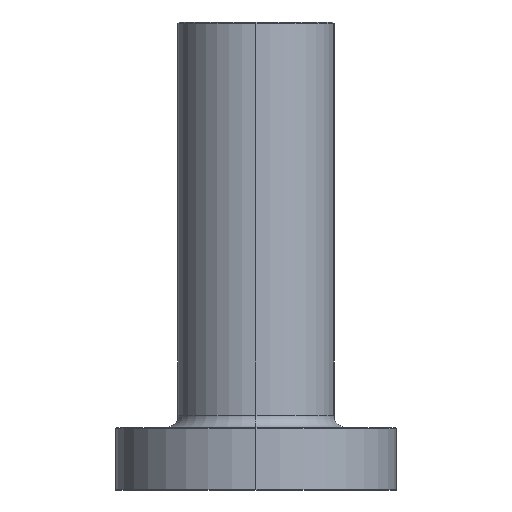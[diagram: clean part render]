
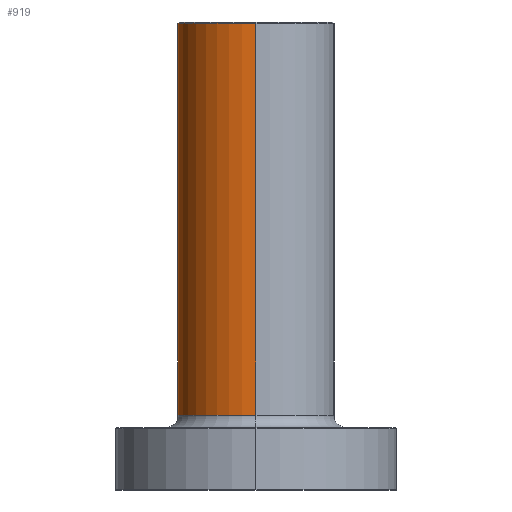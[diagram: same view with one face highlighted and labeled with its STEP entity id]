
A CAD part, left-side view. The second image highlights one B-rep face of the part: STEP entity #919.
In plain terms, the highlighted cylindrical face has radius 12.5 mm (diameter 25 mm), a partial arc.
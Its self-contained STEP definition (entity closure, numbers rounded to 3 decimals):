
#33 = EDGE_LOOP ( 'NONE', ( #426, #175, #1048, #1173 ) ) ;
#80 = DIRECTION ( 'NONE',  ( 0., 0., -1. ) ) ;
#94 = CYLINDRICAL_SURFACE ( 'NONE', #1239, 12.5 ) ;
#104 = CARTESIAN_POINT ( 'NONE',  ( 12.5, 0., 12. ) ) ;
#106 = DIRECTION ( 'NONE',  ( 1., 0., 0. ) ) ;
#109 = EDGE_CURVE ( 'NONE', #789, #548, #1008, .T. ) ;
#173 = DIRECTION ( 'NONE',  ( 0., 0., -1. ) ) ;
#175 = ORIENTED_EDGE ( 'NONE', *, *, #649, .T. ) ;
#179 = LINE ( 'NONE', #864, #939 ) ;
#203 = DIRECTION ( 'NONE',  ( 0., 0., -1. ) ) ;
#221 = EDGE_CURVE ( 'NONE', #1192, #242, #922, .T. ) ;
#242 = VERTEX_POINT ( 'NONE', #1023 ) ;
#273 = FACE_OUTER_BOUND ( 'NONE', #33, .T. ) ;
#292 = LINE ( 'NONE', #577, #440 ) ;
#316 = CARTESIAN_POINT ( 'NONE',  ( 0., 0., 12. ) ) ;
#358 = AXIS2_PLACEMENT_3D ( 'NONE', #316, #521, #697 ) ;
#426 = ORIENTED_EDGE ( 'NONE', *, *, #221, .T. ) ;
#440 = VECTOR ( 'NONE', #203, 1000. ) ;
#521 = DIRECTION ( 'NONE',  ( 0., 0., 1. ) ) ;
#548 = VERTEX_POINT ( 'NONE', #1044 ) ;
#553 = CARTESIAN_POINT ( 'NONE',  ( 0., 0., 0. ) ) ;
#577 = CARTESIAN_POINT ( 'NONE',  ( -12.5, 0., 0. ) ) ;
#579 = CARTESIAN_POINT ( 'NONE',  ( 0., 0., 74.8 ) ) ;
#649 = EDGE_CURVE ( 'NONE', #242, #789, #179, .T. ) ;
#697 = DIRECTION ( 'NONE',  ( 1., 0., 0. ) ) ;
#743 = EDGE_CURVE ( 'NONE', #1192, #548, #292, .T. ) ;
#789 = VERTEX_POINT ( 'NONE', #104 ) ;
#864 = CARTESIAN_POINT ( 'NONE',  ( 12.5, 0., 0. ) ) ;
#894 = DIRECTION ( 'NONE',  ( 0., 0., -1. ) ) ;
#912 = CARTESIAN_POINT ( 'NONE',  ( -12.5, 0., 74.8 ) ) ;
#919 = ADVANCED_FACE ( 'NONE', ( #273 ), #94, .T. ) ;
#922 = CIRCLE ( 'NONE', #1084, 12.5 ) ;
#939 = VECTOR ( 'NONE', #173, 1000. ) ;
#1008 = CIRCLE ( 'NONE', #358, 12.5 ) ;
#1023 = CARTESIAN_POINT ( 'NONE',  ( 12.5, 0., 74.8 ) ) ;
#1044 = CARTESIAN_POINT ( 'NONE',  ( -12.5, 0., 12. ) ) ;
#1048 = ORIENTED_EDGE ( 'NONE', *, *, #109, .T. ) ;
#1084 = AXIS2_PLACEMENT_3D ( 'NONE', #579, #894, #106 ) ;
#1173 = ORIENTED_EDGE ( 'NONE', *, *, #743, .F. ) ;
#1192 = VERTEX_POINT ( 'NONE', #912 ) ;
#1236 = DIRECTION ( 'NONE',  ( -1., 0., 0. ) ) ;
#1239 = AXIS2_PLACEMENT_3D ( 'NONE', #553, #80, #1236 ) ;
